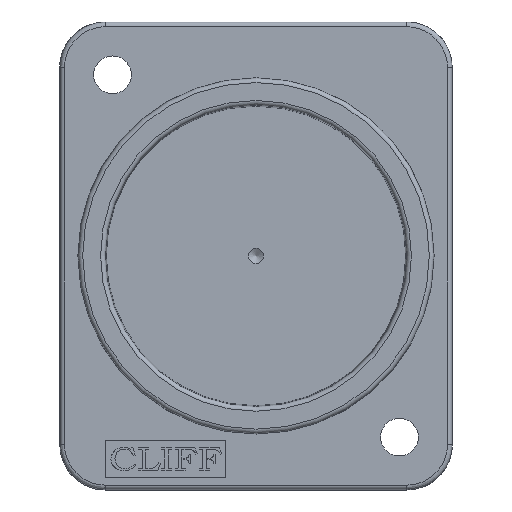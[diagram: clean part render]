
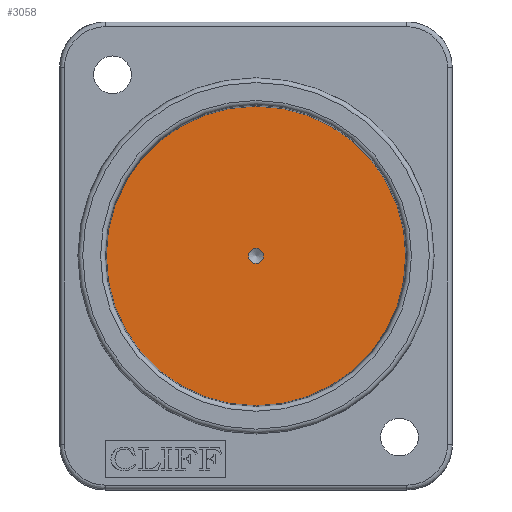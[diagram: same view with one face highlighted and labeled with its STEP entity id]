
A CAD part, top view. The second image highlights one B-rep face of the part: STEP entity #3058.
In plain terms, the highlighted planar face has unit normal (0, 0, 1).
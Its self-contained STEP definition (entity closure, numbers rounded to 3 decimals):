
#159=FACE_BOUND('',#451,.T.);
#177=PLANE('',#3252);
#285=FACE_OUTER_BOUND('',#450,.T.);
#450=EDGE_LOOP('',(#2016));
#451=EDGE_LOOP('',(#2017));
#627=CIRCLE('',#3243,0.5);
#631=CIRCLE('',#3249,9.921);
#1275=VERTEX_POINT('',#4082);
#1278=VERTEX_POINT('',#4092);
#1565=EDGE_CURVE('',#1275,#1275,#627,.T.);
#1569=EDGE_CURVE('',#1278,#1278,#631,.T.);
#2016=ORIENTED_EDGE('',*,*,#1569,.T.);
#2017=ORIENTED_EDGE('',*,*,#1565,.T.);
#3058=ADVANCED_FACE('',(#285,#159),#177,.T.);
#3243=AXIS2_PLACEMENT_3D('',#4084,#3426,#3427);
#3249=AXIS2_PLACEMENT_3D('',#4093,#3438,#3439);
#3252=AXIS2_PLACEMENT_3D('',#4098,#3445,#3446);
#3426=DIRECTION('center_axis',(0.,0.,-1.));
#3427=DIRECTION('ref_axis',(0.,1.,0.));
#3438=DIRECTION('center_axis',(0.,0.,1.));
#3439=DIRECTION('ref_axis',(-1.,0.,0.));
#3445=DIRECTION('center_axis',(0.,0.,1.));
#3446=DIRECTION('ref_axis',(1.,0.,0.));
#4082=CARTESIAN_POINT('',(0.,-0.5,2.1));
#4084=CARTESIAN_POINT('Origin',(0.,0.,2.1));
#4092=CARTESIAN_POINT('',(9.921,0.,2.1));
#4093=CARTESIAN_POINT('Origin',(0.,0.,2.1));
#4098=CARTESIAN_POINT('Origin',(0.,0.,
2.1));
